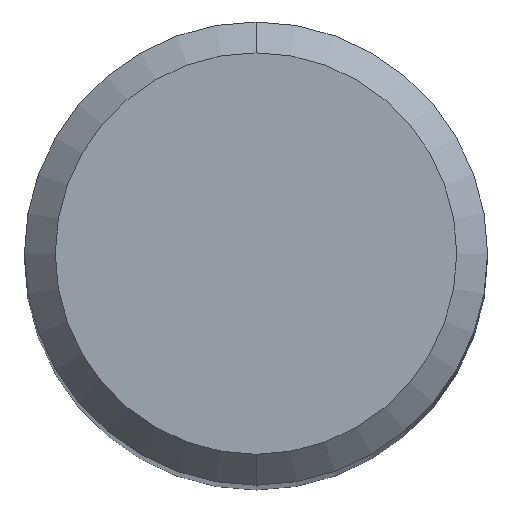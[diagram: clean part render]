
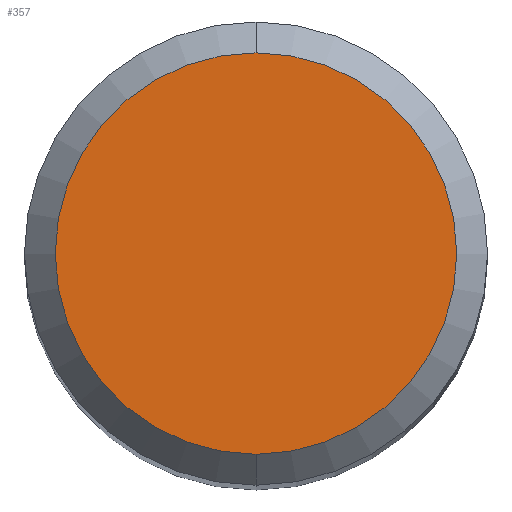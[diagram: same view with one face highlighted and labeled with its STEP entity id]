
A CAD part, top view. The second image highlights one B-rep face of the part: STEP entity #357.
In plain terms, the highlighted planar face has unit normal (0, 0, 1).
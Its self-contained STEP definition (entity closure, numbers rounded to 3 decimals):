
#301=VERTEX_POINT('',#618);
#311=EDGE_CURVE('',#301,#317,#629,.T.);
#317=VERTEX_POINT('',#635);
#357=ADVANCED_FACE('',(#682),#683,.T.);
#411=EDGE_CURVE('',#317,#301,#740,.T.);
#618=CARTESIAN_POINT('',(0.0,2.6,0.0));
#629=CIRCLE('',#1152,2.6);
#635=CARTESIAN_POINT('',(0.,-2.6,0.0));
#682=FACE_OUTER_BOUND('',#1231,.T.);
#683=PLANE('',#1232);
#740=CIRCLE('',#1372,2.6);
#1152=AXIS2_PLACEMENT_3D('',#1573,#1574,#1575);
#1231=EDGE_LOOP('',(#1646,#1647));
#1232=AXIS2_PLACEMENT_3D('',#1648,#1649,#1650);
#1372=AXIS2_PLACEMENT_3D('',#1706,#1707,#1708);
#1573=CARTESIAN_POINT('',(0.0,0.0,0.0));
#1574=DIRECTION('',(0.0,0.0,-1.0));
#1575=DIRECTION('',(0.0,1.0,0.0));
#1646=ORIENTED_EDGE('',*,*,#311,.F.);
#1647=ORIENTED_EDGE('',*,*,#411,.F.);
#1648=CARTESIAN_POINT('',(0.0,1.3,0.0));
#1649=DIRECTION('',(-0.0,0.0,1.0));
#1650=DIRECTION('',(0.0,-1.0,0.0));
#1706=CARTESIAN_POINT('',(0.0,0.0,0.0));
#1707=DIRECTION('',(0.0,0.0,-1.0));
#1708=DIRECTION('',(0.0,1.0,0.0));
